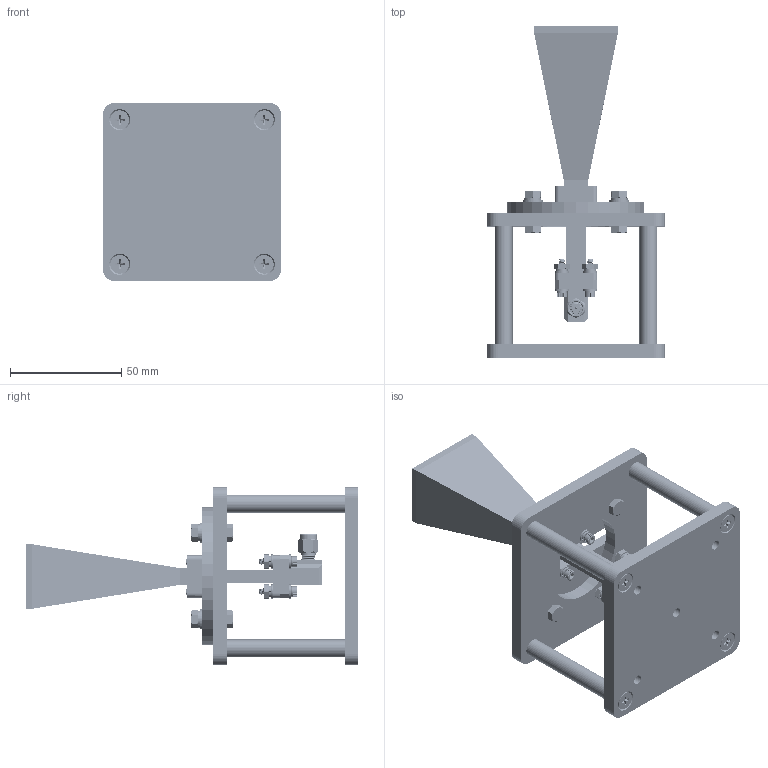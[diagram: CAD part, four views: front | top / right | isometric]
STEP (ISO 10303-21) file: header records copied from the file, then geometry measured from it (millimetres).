
FILE_DESCRIPTION (( 'STEP AP214' ), '1' );
FILE_NAME ('FM1WAN028-20KM_3D.step', '2023-10-25T19:24:55', ( '' ), ( '' ), 'SwSTEP 2.0', 'SolidWorks 2022', '' );
FILE_SCHEMA (( 'AUTOMOTIVE_DESIGN' ));
Length unit declared in the file: inch
Products named in the file (18): Copy of M4x0.7 HEX NUT,7mmAF,3.2mmTHK^PEWAN028-MNT_94150A335; Copy of PEWAN028-MNT_LWR PLT^PEWAN028-MNT; PE-W28CA002; Copy of M4x0.7P 16mmL HEX HEAD SCR^PEWAN028-MNT_91287A115; Copy of PEWAN028-MNT_RND PLT^PEWAN028-MNT; No.4 Lock Washer^FM1WAN028-20KM_COMPRESSED; Copy of PEWAN028-MNT_STDF RND 4.5ID X 53LG^PEWAN028-MNT; Copy of M4 FLAT WSHR,4.3IDx9ODx0.8THK,STNLS STL^PEWAN028-MNT_91166A230; 4-40 Nut^FM1WAN028-20KM_94150A335; FM1WAN028-20KM_3D; HD-320WAL50PPA; flat head screw_am_B18.6.7M - M4 x 0.7 x 10 Type I Cross Recessed FHMS --10N; Copy of PEWAN028-MNT_UPR PLT^PEWAN028-MNT; PEWAN028-20; Copy of M4 SPLIT LK WSHR,4.4IDx7.6ODx1.0THK,STNL STL^PEWAN028-MNT_COMPRESSED; No.4 Flat Washer^FM1WAN028-20KM_91166A230; PEWAN028-MNT; Screw 4-40SH x 9_16^FM1WAN028-20KM
Assembly tree (67 placements, depth 3):
  FM1WAN028-20KM_3D
    PEWAN028-MNT
      Copy of PEWAN028-MNT_UPR PLT^PEWAN028-MNT
      Copy of PEWAN028-MNT_LWR PLT^PEWAN028-MNT
      Copy of PEWAN028-MNT_RND PLT^PEWAN028-MNT
      Copy of PEWAN028-MNT_STDF RND 4.5ID X 53LG^PEWAN028-MNT  x4
      flat head screw_am_B18.6.7M - M4 x 0.7 x 10 Type I Cross Recessed FHMS --10N  x8
      Copy of M4x0.7P 16mmL HEX HEAD SCR^PEWAN028-MNT_91287A115  x4
      Copy of M4 FLAT WSHR,4.3IDx9ODx0.8THK,STNLS STL^PEWAN028-MNT_91166A230  x4
      Copy of M4 SPLIT LK WSHR,4.4IDx7.6ODx1.0THK,STNL STL^PEWAN028-MNT_COMPRESSED  x4
      Copy of M4x0.7 HEX NUT,7mmAF,3.2mmTHK^PEWAN028-MNT_94150A335  x4
    PEWAN028-20
    PE-W28CA002
    HD-320WAL50PPA
    Screw 4-40SH x 9_16^FM1WAN028-20KM  x8
    No.4 Flat Washer^FM1WAN028-20KM_91166A230  x12
    No.4 Lock Washer^FM1WAN028-20KM_COMPRESSED  x8
    4-40 Nut^FM1WAN028-20KM_94150A335  x4
Bounding box: 80 x 149.1 x 80 mm (x, y, z)
Volume: 110898.3 mm3; surface area: 72243.7 mm2
Topology: 66 solids, 67 shells, 5094 faces, 14084 edges, 9152 vertices
Faces by surface type: plane 1689, cylinder 1585, cone 1008, torus 752, bspline 60
Entity records: 46273 total; most frequent: CARTESIAN_POINT 21011, ORIENTED_EDGE 5412, DIRECTION 4647, EDGE_CURVE 2706, AXIS2_PLACEMENT_3D 1826, VERTEX_POINT 1748, EDGE_LOOP 1130, ADVANCED_FACE 1012
